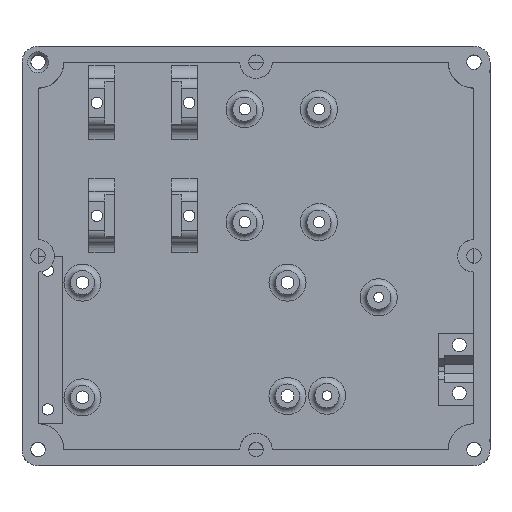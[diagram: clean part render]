
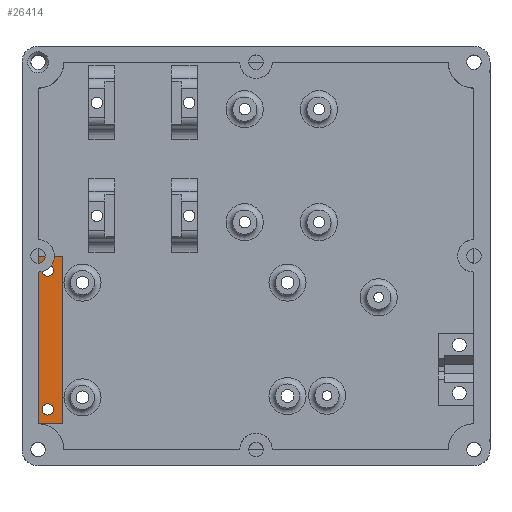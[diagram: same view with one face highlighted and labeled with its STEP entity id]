
A CAD part, top view. The second image highlights one B-rep face of the part: STEP entity #26414.
In plain terms, the highlighted planar face has unit normal (0, 0, 1).
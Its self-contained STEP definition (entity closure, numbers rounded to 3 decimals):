
#1671=FACE_BOUND('',#3987,.T.);
#1672=FACE_BOUND('',#3988,.T.);
#1932=CIRCLE('',#27710,1.75);
#1933=CIRCLE('',#27712,1.75);
#2541=FACE_OUTER_BOUND('',#3986,.T.);
#3986=EDGE_LOOP('',(#18674,#18675,#18676,#18677,#18678,#18679,#18680,#18681));
#3987=EDGE_LOOP('',(#18682));
#3988=EDGE_LOOP('',(#18683));
#5881=LINE('',#37028,#8541);
#5883=LINE('',#37034,#8543);
#5887=LINE('',#37040,#8547);
#5888=LINE('',#37044,#8548);
#5889=LINE('',#37046,#8549);
#5890=LINE('',#37047,#8550);
#5891=LINE('',#37049,#8551);
#5892=LINE('',#37050,#8552);
#8541=VECTOR('',#29624,10.);
#8543=VECTOR('',#29628,10.);
#8547=VECTOR('',#29634,10.);
#8548=VECTOR('',#29637,10.);
#8549=VECTOR('',#29638,10.);
#8550=VECTOR('',#29639,10.);
#8551=VECTOR('',#29640,10.);
#8552=VECTOR('',#29641,10.);
#11240=VERTEX_POINT('',#37013);
#11241=VERTEX_POINT('',#37017);
#11243=VERTEX_POINT('',#37022);
#11245=VERTEX_POINT('',#37026);
#11246=VERTEX_POINT('',#37030);
#11248=VERTEX_POINT('',#37033);
#11250=VERTEX_POINT('',#37042);
#11251=VERTEX_POINT('',#37043);
#11252=VERTEX_POINT('',#37045);
#11253=VERTEX_POINT('',#37048);
#14146=EDGE_CURVE('',#11240,#11240,#1932,.T.);
#14148=EDGE_CURVE('',#11241,#11241,#1933,.T.);
#14153=EDGE_CURVE('',#11243,#11245,#5881,.T.);
#14155=EDGE_CURVE('',#11246,#11248,#5883,.T.);
#14159=EDGE_CURVE('',#11248,#11245,#5887,.T.);
#14160=EDGE_CURVE('',#11250,#11251,#5888,.T.);
#14161=EDGE_CURVE('',#11250,#11252,#5889,.T.);
#14162=EDGE_CURVE('',#11243,#11252,#5890,.T.);
#14163=EDGE_CURVE('',#11253,#11246,#5891,.T.);
#14164=EDGE_CURVE('',#11251,#11253,#5892,.T.);
#18674=ORIENTED_EDGE('',*,*,#14160,.F.);
#18675=ORIENTED_EDGE('',*,*,#14161,.T.);
#18676=ORIENTED_EDGE('',*,*,#14162,.F.);
#18677=ORIENTED_EDGE('',*,*,#14153,.T.);
#18678=ORIENTED_EDGE('',*,*,#14159,.F.);
#18679=ORIENTED_EDGE('',*,*,#14155,.F.);
#18680=ORIENTED_EDGE('',*,*,#14163,.F.);
#18681=ORIENTED_EDGE('',*,*,#14164,.F.);
#18682=ORIENTED_EDGE('',*,*,#14146,.T.);
#18683=ORIENTED_EDGE('',*,*,#14148,.T.);
#25471=PLANE('',#27716);
#26414=ADVANCED_FACE('',(#2541,#1671,#1672),#25471,.F.);
#27710=AXIS2_PLACEMENT_3D('',#37014,#29611,#29612);
#27712=AXIS2_PLACEMENT_3D('',#37018,#29616,#29617);
#27716=AXIS2_PLACEMENT_3D('',#37041,#29635,#29636);
#29611=DIRECTION('center_axis',(0.,0.,-1.));
#29612=DIRECTION('ref_axis',(-1.,0.,0.));
#29616=DIRECTION('center_axis',(0.,0.,-1.));
#29617=DIRECTION('ref_axis',(-1.,0.,0.));
#29624=DIRECTION('',(1.,0.,0.));
#29628=DIRECTION('',(1.,0.,0.));
#29634=DIRECTION('',(0.,-1.,0.));
#29635=DIRECTION('center_axis',(0.,0.,-1.));
#29636=DIRECTION('ref_axis',(0.,1.,0.));
#29637=DIRECTION('',(0.,1.,0.));
#29638=DIRECTION('',(1.,0.,0.));
#29639=DIRECTION('',(0.,1.,0.));
#29640=DIRECTION('',(0.,1.,0.));
#29641=DIRECTION('',(1.,0.,0.));
#37013=CARTESIAN_POINT('',(-62.75,-4.5,10.));
#37014=CARTESIAN_POINT('Origin',(-64.5,-4.5,10.));
#37017=CARTESIAN_POINT('',(-62.75,-47.5,10.));
#37018=CARTESIAN_POINT('Origin',(-64.5,-47.5,10.));
#37022=CARTESIAN_POINT('',(-67.5,-52.,10.));
#37026=CARTESIAN_POINT('',(-60.,-52.,10.));
#37028=CARTESIAN_POINT('',(-67.5,-52.,10.));
#37030=CARTESIAN_POINT('',(-67.5,0.,10.));
#37033=CARTESIAN_POINT('',(-60.,0.,10.));
#37034=CARTESIAN_POINT('',(-67.5,0.,10.));
#37040=CARTESIAN_POINT('',(-60.,-52.,10.));
#37041=CARTESIAN_POINT('Origin',(-72.5,-44.,10.));
#37042=CARTESIAN_POINT('',(-72.5,-44.,10.));
#37043=CARTESIAN_POINT('',(-72.5,-8.,10.));
#37044=CARTESIAN_POINT('',(-72.5,10.5,10.));
#37045=CARTESIAN_POINT('',(-67.5,-44.,10.));
#37046=CARTESIAN_POINT('',(-72.5,-44.,10.));
#37047=CARTESIAN_POINT('',(-67.5,-26.,10.));
#37048=CARTESIAN_POINT('',(-67.5,-8.,10.));
#37049=CARTESIAN_POINT('',(-67.5,-26.,10.));
#37050=CARTESIAN_POINT('',(-72.5,-8.,10.));
